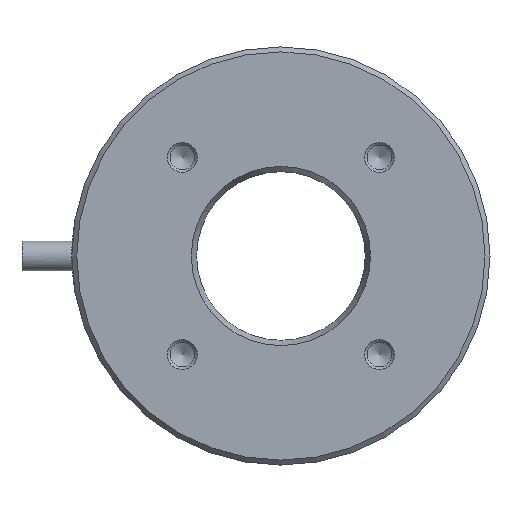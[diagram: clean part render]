
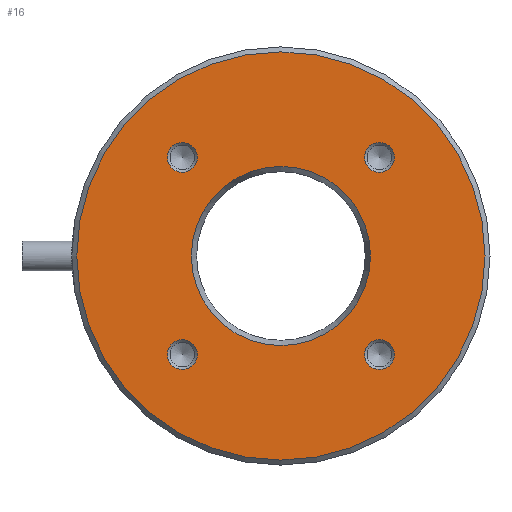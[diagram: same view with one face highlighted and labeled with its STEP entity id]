
A CAD part, left-side view. The second image highlights one B-rep face of the part: STEP entity #16.
In plain terms, the highlighted planar face has unit normal (-1, 0, 0).
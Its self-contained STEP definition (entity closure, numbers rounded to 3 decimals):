
#16 = ADVANCED_FACE ( 'NONE', ( #608, #613, #615, #617, #616, #618 ), #607, .T. ) ;
#25 = EDGE_CURVE ( 'NONE', #251, #251, #659, .T. ) ;
#26 = EDGE_CURVE ( 'NONE', #335, #335, #656, .T. ) ;
#37 = EDGE_CURVE ( 'NONE', #246, #246, #628, .T. ) ;
#40 = EDGE_CURVE ( 'NONE', #329, #329, #712, .T. ) ;
#53 = EDGE_CURVE ( 'NONE', #129, #129, #669, .T. ) ;
#60 = EDGE_CURVE ( 'NONE', #85, #85, #661, .T. ) ;
#85 = VERTEX_POINT ( 'NONE', #108 ) ;
#103 = CARTESIAN_POINT ( 'NONE',  ( 0., 9.899, -9.899 ) ) ;
#104 = DIRECTION ( 'NONE',  ( 1., 0., 0. ) ) ;
#105 = DIRECTION ( 'NONE',  ( 0., 0., 1. ) ) ;
#108 = CARTESIAN_POINT ( 'NONE',  ( 0., 20.5, 0. ) ) ;
#114 = DIRECTION ( 'NONE',  ( 0., 0., 1. ) ) ;
#129 = VERTEX_POINT ( 'NONE', #164 ) ;
#160 = CARTESIAN_POINT ( 'NONE',  ( 0., 0., 9. ) ) ;
#164 = CARTESIAN_POINT ( 'NONE',  ( 0., -9.899, -8.399 ) ) ;
#166 = CARTESIAN_POINT ( 'NONE',  ( 0., -9.899, -9.899 ) ) ;
#167 = DIRECTION ( 'NONE',  ( 1., 0., 0. ) ) ;
#168 = DIRECTION ( 'NONE',  ( 0., 0., 1. ) ) ;
#174 = CARTESIAN_POINT ( 'NONE',  ( 0., 0., 0. ) ) ;
#196 = DIRECTION ( 'NONE',  ( 0., 1., 0. ) ) ;
#197 = DIRECTION ( 'NONE',  ( 1., 0., 0. ) ) ;
#198 = DIRECTION ( 'NONE',  ( 1., 0., 0. ) ) ;
#246 = VERTEX_POINT ( 'NONE', #160 ) ;
#251 = VERTEX_POINT ( 'NONE', #343 ) ;
#274 = CARTESIAN_POINT ( 'NONE',  ( 0., 0., 0. ) ) ;
#285 = CARTESIAN_POINT ( 'NONE',  ( 0., 9.899, -8.399 ) ) ;
#313 = CARTESIAN_POINT ( 'NONE',  ( 0., -9.899, 11.399 ) ) ;
#329 = VERTEX_POINT ( 'NONE', #285 ) ;
#335 = VERTEX_POINT ( 'NONE', #313 ) ;
#343 = CARTESIAN_POINT ( 'NONE',  ( 0., 9.899, 11.399 ) ) ;
#349 = DIRECTION ( 'NONE',  ( 0., 0., 1. ) ) ;
#350 = CARTESIAN_POINT ( 'NONE',  ( 0., -9.899, 9.899 ) ) ;
#351 = DIRECTION ( 'NONE',  ( 1., 0., 0. ) ) ;
#363 = DIRECTION ( 'NONE',  ( 1., 0., 0. ) ) ;
#364 = CARTESIAN_POINT ( 'NONE',  ( 0., 9.899, 9.899 ) ) ;
#369 = ORIENTED_EDGE ( 'NONE', *, *, #25, .T. ) ;
#378 = ORIENTED_EDGE ( 'NONE', *, *, #37, .T. ) ;
#387 = ORIENTED_EDGE ( 'NONE', *, *, #26, .T. ) ;
#390 = ORIENTED_EDGE ( 'NONE', *, *, #53, .T. ) ;
#392 = ORIENTED_EDGE ( 'NONE', *, *, #60, .F. ) ;
#399 = ORIENTED_EDGE ( 'NONE', *, *, #40, .T. ) ;
#419 = DIRECTION ( 'NONE',  ( 0., 0., 1. ) ) ;
#524 = EDGE_LOOP ( 'NONE', ( #378 ) ) ;
#532 = EDGE_LOOP ( 'NONE', ( #399 ) ) ;
#538 = EDGE_LOOP ( 'NONE', ( #392 ) ) ;
#547 = EDGE_LOOP ( 'NONE', ( #390 ) ) ;
#561 = EDGE_LOOP ( 'NONE', ( #387 ) ) ;
#580 = EDGE_LOOP ( 'NONE', ( #369 ) ) ;
#607 = PLANE ( 'NONE',  #694 ) ;
#608 = FACE_BOUND ( 'NONE', #532, .T. ) ;
#609 = DIRECTION ( 'NONE',  ( -1., 0., 0. ) ) ;
#611 = DIRECTION ( 'NONE',  ( 0., 0., 1. ) ) ;
#613 = FACE_BOUND ( 'NONE', #561, .T. ) ;
#615 = FACE_BOUND ( 'NONE', #580, .T. ) ;
#616 = FACE_BOUND ( 'NONE', #524, .T. ) ;
#617 = FACE_BOUND ( 'NONE', #547, .T. ) ;
#618 = FACE_OUTER_BOUND ( 'NONE', #538, .T. ) ;
#620 = CARTESIAN_POINT ( 'NONE',  ( 0., 20.5, 0. ) ) ;
#628 = CIRCLE ( 'NONE', #715, 9. ) ;
#655 = AXIS2_PLACEMENT_3D ( 'NONE', #350, #351, #349 ) ;
#656 = CIRCLE ( 'NONE', #655, 1.5 ) ;
#657 = AXIS2_PLACEMENT_3D ( 'NONE', #364, #363, #419 ) ;
#659 = CIRCLE ( 'NONE', #657, 1.5 ) ;
#661 = CIRCLE ( 'NONE', #671, 20.5 ) ;
#669 = CIRCLE ( 'NONE', #675, 1.5 ) ;
#671 = AXIS2_PLACEMENT_3D ( 'NONE', #174, #197, #196 ) ;
#675 = AXIS2_PLACEMENT_3D ( 'NONE', #166, #167, #168 ) ;
#694 = AXIS2_PLACEMENT_3D ( 'NONE', #620, #609, #611 ) ;
#712 = CIRCLE ( 'NONE', #714, 1.5 ) ;
#714 = AXIS2_PLACEMENT_3D ( 'NONE', #103, #104, #105 ) ;
#715 = AXIS2_PLACEMENT_3D ( 'NONE', #274, #198, #114 ) ;
